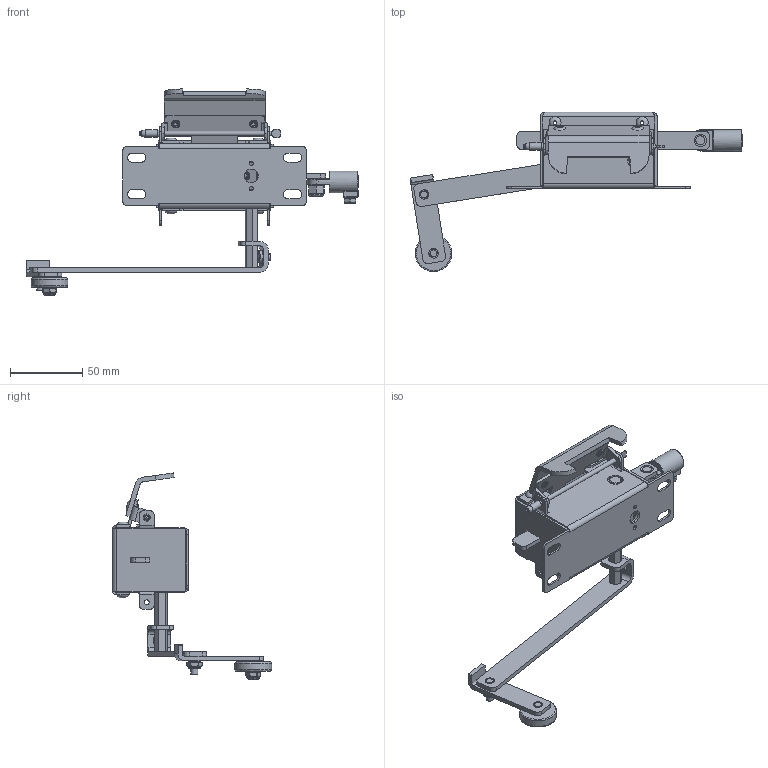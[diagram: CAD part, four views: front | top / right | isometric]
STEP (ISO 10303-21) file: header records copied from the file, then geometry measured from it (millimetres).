
FILE_DESCRIPTION (( 'STEP AP214' ), '1' );
FILE_NAME ('SCE-105604.STEP', '2021-03-16T18:31:18', ( '' ), ( '' ), 'SwSTEP 2.0', 'SolidWorks 2019', '' );
FILE_SCHEMA (( 'AUTOMOTIVE_DESIGN' ));
Length unit declared in the file: inch
Products named in the file (1): SCE-105604
Bounding box: 229.86 x 110.26 x 142.68 mm (x, y, z)
Volume: 83167.6 mm3; surface area: 89606.6 mm2
Topology: 38 solids, 38 shells, 989 faces, 2530 edges, 1615 vertices
Faces by surface type: plane 448, cylinder 295, bspline 212, cone 24, torus 10
Full cylindrical faces by diameter (mm): 0.762 x3, 2.007 x6, 2.464 x6, 2.794 x1, 2.823 x2, 2.845 x1, 3.175 x1, 3.251 x2, 3.302 x3, 3.454 x6, 3.556 x1, 3.886 x1, 3.962 x9, 4.064 x6, 4.191 x1, 4.216 x1, 4.242 x1, 4.267 x2, 4.293 x4, 4.318 x1, 4.75 x2, 4.775 x2, 4.801 x2, 4.826 x3, 4.902 x3, 5.08 x6, 5.486 x4, 5.563 x1, 5.588 x2, 6.299 x1
Entity records: 50120 total; most frequent: CARTESIAN_POINT 15310, ORIENTED_EDGE 4502, DIRECTION 3826, EDGE_CURVE 2251, VERTEX_POINT 1547, AXIS2_PLACEMENT_3D 1341, EDGE_LOOP 1332, VECTOR 1144
